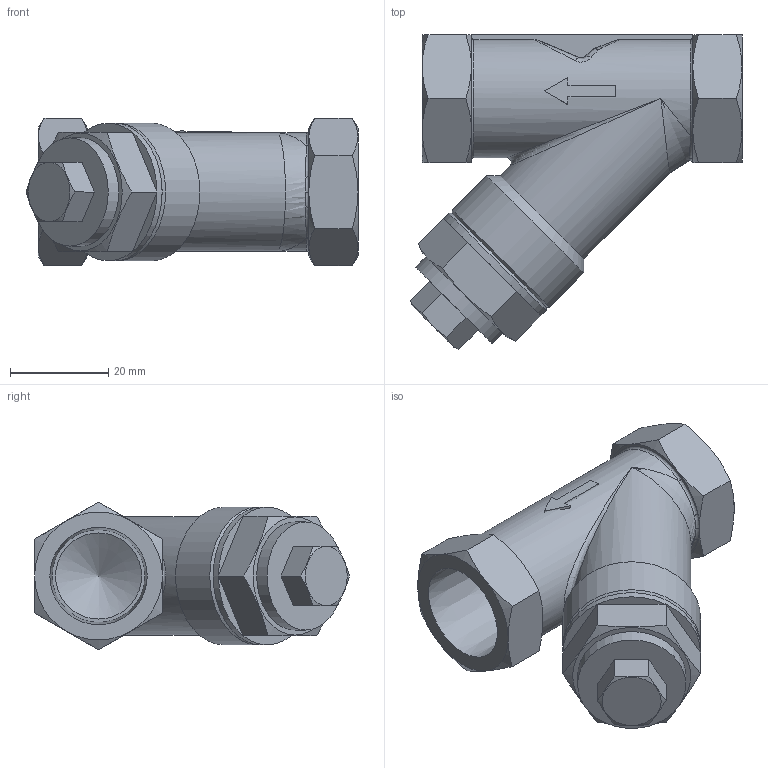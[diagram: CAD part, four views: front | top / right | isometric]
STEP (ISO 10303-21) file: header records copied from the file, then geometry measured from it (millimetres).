
FILE_DESCRIPTION(/* description */ ('Unknown'),/* implementation_level */ '2;1');
FILE_NAME(/* name */ 'YS-800-DN15',/* time_stamp */ '2021-12-07T11:06:37+08:00',/* author */ ('Unknown'),/* organization */ ('Unknown'),/* preprocessor_version */ 'ST-DEVELOPER v16.7',/* originating_system */ 'DEX',/* authorisation */ $);
FILE_SCHEMA (('AUTOMOTIVE_DESIGN {1 0 10303 214 3 1 1}'));
Length unit declared in the file: millimetre
Products named in the file (2): YS-800-DN15
Assembly tree (1 placements, depth 2):
  YS-800-DN15
    YS-800-DN15
Bounding box: 67.49 x 63.99 x 30.02 mm (x, y, z)
Volume: 43426.4 mm3; surface area: 13105 mm2
Topology: 2 solids, 2 shells, 148 faces, 347 edges, 201 vertices
Faces by surface type: plane 54, cone 33, bspline 32, cylinder 25, torus 4
Full cylindrical faces by diameter (mm): 17.5 x2, 22 x1, 24 x1, 28 x2
Entity records: 5479 total; most frequent: CARTESIAN_POINT 2481, ORIENTED_EDGE 646, DIRECTION 519, EDGE_CURVE 323, AXIS2_PLACEMENT_3D 214, VERTEX_POINT 200, FACE_BOUND 169, EDGE_LOOP 167
